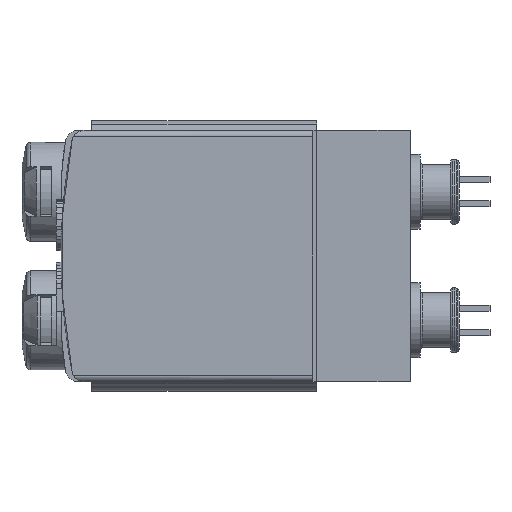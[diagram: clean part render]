
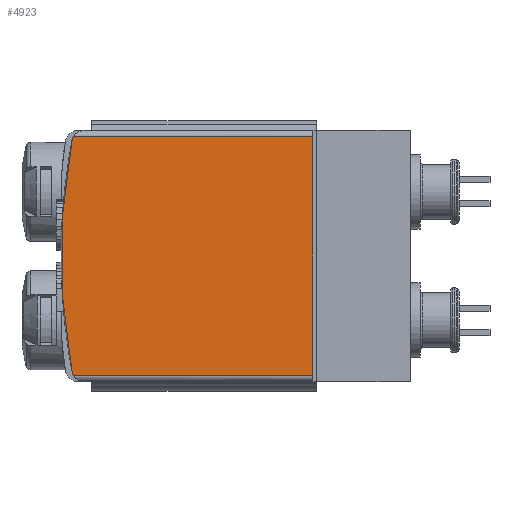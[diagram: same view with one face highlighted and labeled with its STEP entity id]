
A CAD part, left-side view. The second image highlights one B-rep face of the part: STEP entity #4923.
In plain terms, the highlighted planar face has unit normal (-1, 0, 0).
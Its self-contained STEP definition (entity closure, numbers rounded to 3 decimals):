
#38=PLANE('',#5368);
#346=LINE('',#7793,#814);
#348=LINE('',#7796,#816);
#349=LINE('',#7798,#817);
#814=VECTOR('',#6132,1000.);
#816=VECTOR('',#6136,1000.);
#817=VECTOR('',#6137,1000.);
#1544=ORIENTED_EDGE('',*,*,#3000,.F.);
#1545=ORIENTED_EDGE('',*,*,#3001,.F.);
#1546=ORIENTED_EDGE('',*,*,#3002,.F.);
#1547=ORIENTED_EDGE('',*,*,#2860,.F.);
#1548=ORIENTED_EDGE('',*,*,#2996,.F.);
#1549=ORIENTED_EDGE('',*,*,#2998,.T.);
#2860=EDGE_CURVE('',#3594,#3595,#4024,.T.);
#2996=EDGE_CURVE('',#3720,#3594,#4075,.T.);
#2998=EDGE_CURVE('',#3720,#3721,#346,.T.);
#3000=EDGE_CURVE('',#3723,#3721,#348,.T.);
#3001=EDGE_CURVE('',#3724,#3723,#349,.T.);
#3002=EDGE_CURVE('',#3595,#3724,#4077,.T.);
#3594=VERTEX_POINT('',#7469);
#3595=VERTEX_POINT('',#7471);
#3720=VERTEX_POINT('',#7787);
#3721=VERTEX_POINT('',#7791);
#3723=VERTEX_POINT('',#7797);
#3724=VERTEX_POINT('',#7799);
#4024=CIRCLE('',#5283,50.);
#4075=CIRCLE('',#5365,1.);
#4077=CIRCLE('',#5369,1.);
#4197=EDGE_LOOP('',(#1544,#1545,#1546,#1547,#1548,#1549));
#4543=FACE_BOUND('',#4197,.T.);
#4923=ADVANCED_FACE('',(#4543),#38,.F.);
#5283=AXIS2_PLACEMENT_3D('',#7470,#5901,#5902);
#5365=AXIS2_PLACEMENT_3D('',#7788,#6126,#6127);
#5368=AXIS2_PLACEMENT_3D('',#7795,#6134,#6135);
#5369=AXIS2_PLACEMENT_3D('',#7800,#6138,#6139);
#5901=DIRECTION('',(1.,0.,0.));
#5902=DIRECTION('',(0.,0.,-1.));
#6126=DIRECTION('',(1.,0.,0.));
#6127=DIRECTION('',(0.,0.,-1.));
#6132=DIRECTION('',(0.,-1.,0.));
#6134=DIRECTION('',(1.,0.,0.));
#6135=DIRECTION('',(0.,0.,-1.));
#6136=DIRECTION('',(0.,0.,-1.));
#6137=DIRECTION('',(0.,-1.,0.));
#6138=DIRECTION('',(1.,0.,0.));
#6139=DIRECTION('',(0.,0.,-1.));
#7469=CARTESIAN_POINT('',(0.,19.951,-9.439));
#7470=CARTESIAN_POINT('',(0.,-29.15,0.));
#7471=CARTESIAN_POINT('',(0.,19.951,9.439));
#7787=CARTESIAN_POINT('',(0.,19.835,-9.75));
#7788=CARTESIAN_POINT('',(0.,18.969,-9.25));
#7791=CARTESIAN_POINT('',(0.,0.3,-9.75));
#7793=CARTESIAN_POINT('',(0.,23.,-9.75));
#7795=CARTESIAN_POINT('',(0.,23.,-9.75));
#7796=CARTESIAN_POINT('',(0.,0.3,-9.75));
#7797=CARTESIAN_POINT('',(0.,0.3,9.75));
#7798=CARTESIAN_POINT('',(0.,23.,9.75));
#7799=CARTESIAN_POINT('',(0.,19.835,9.75));
#7800=CARTESIAN_POINT('',(0.,18.969,9.25));
